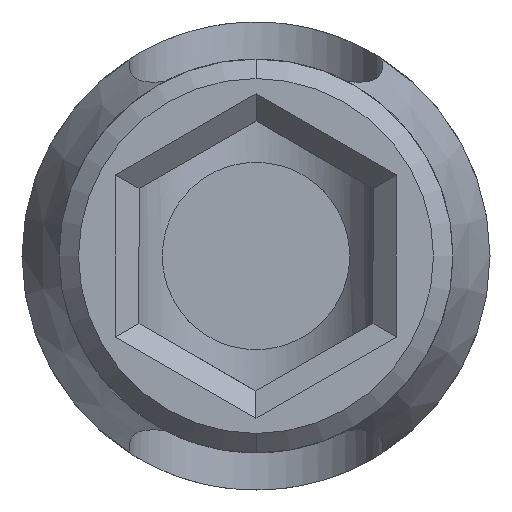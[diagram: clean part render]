
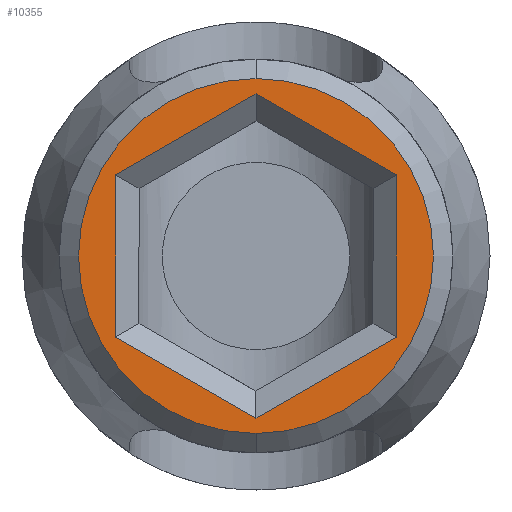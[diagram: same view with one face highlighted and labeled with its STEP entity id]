
A CAD part, front view. The second image highlights one B-rep face of the part: STEP entity #10355.
In plain terms, the highlighted planar face has unit normal (0, -1, 0).
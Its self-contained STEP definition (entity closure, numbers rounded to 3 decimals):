
#49 = DIRECTION ( 'NONE',  ( -0.866, 0., -0.5 ) ) ;
#471 = ORIENTED_EDGE ( 'NONE', *, *, #3945, .T. ) ;
#521 = DIRECTION ( 'NONE',  ( 0., 1., 0. ) ) ;
#558 = DIRECTION ( 'NONE',  ( 0., 0., 1. ) ) ;
#1124 = VERTEX_POINT ( 'NONE', #2138 ) ;
#1149 = CARTESIAN_POINT ( 'NONE',  ( -3.6, -31.2, 2.078 ) ) ;
#1535 = FACE_OUTER_BOUND ( 'NONE', #4410, .T. ) ;
#1616 = ORIENTED_EDGE ( 'NONE', *, *, #11363, .T. ) ;
#2138 = CARTESIAN_POINT ( 'NONE',  ( 3.6, -31.2, 2.078 ) ) ;
#2158 = CARTESIAN_POINT ( 'NONE',  ( 0., -31.2, 4.157 ) ) ;
#2216 = VECTOR ( 'NONE', #49, 1000. ) ;
#2456 = LINE ( 'NONE', #8384, #4844 ) ;
#2721 = VECTOR ( 'NONE', #4137, 1000. ) ;
#2733 = EDGE_CURVE ( 'NONE', #8532, #9989, #4220, .T. ) ;
#2821 = CIRCLE ( 'NONE', #3656, 4.55 ) ;
#2973 = ORIENTED_EDGE ( 'NONE', *, *, #4177, .T. ) ;
#3061 = DIRECTION ( 'NONE',  ( 0.866, 0., -0.5 ) ) ;
#3446 = VERTEX_POINT ( 'NONE', #11535 ) ;
#3656 = AXIS2_PLACEMENT_3D ( 'NONE', #11340, #6002, #558 ) ;
#3760 = DIRECTION ( 'NONE',  ( 0., 0., 1. ) ) ;
#3887 = DIRECTION ( 'NONE',  ( 0.866, 0., 0.5 ) ) ;
#3941 = FACE_BOUND ( 'NONE', #8507, .T. ) ;
#3945 = EDGE_CURVE ( 'NONE', #9851, #8532, #2456, .T. ) ;
#4127 = CARTESIAN_POINT ( 'NONE',  ( -3.6, -31.2, 1.732 ) ) ;
#4137 = DIRECTION ( 'NONE',  ( 0., 0., -1. ) ) ;
#4177 = EDGE_CURVE ( 'NONE', #1124, #3446, #9837, .T. ) ;
#4220 = LINE ( 'NONE', #4127, #9917 ) ;
#4222 = CARTESIAN_POINT ( 'NONE',  ( 3.6, -31.2, -1.732 ) ) ;
#4410 = EDGE_LOOP ( 'NONE', ( #5839, #5203 ) ) ;
#4475 = VECTOR ( 'NONE', #3887, 1000. ) ;
#4756 = LINE ( 'NONE', #1149, #4475 ) ;
#4844 = VECTOR ( 'NONE', #8396, 1000. ) ;
#4864 = EDGE_CURVE ( 'NONE', #6254, #5856, #2821, .T. ) ;
#5147 = DIRECTION ( 'NONE',  ( 0., 1., 0. ) ) ;
#5203 = ORIENTED_EDGE ( 'NONE', *, *, #11571, .F. ) ;
#5591 = CARTESIAN_POINT ( 'NONE',  ( 0., -31.2, -4.55 ) ) ;
#5768 = VECTOR ( 'NONE', #3061, 1000. ) ;
#5839 = ORIENTED_EDGE ( 'NONE', *, *, #4864, .F. ) ;
#5856 = VERTEX_POINT ( 'NONE', #5591 ) ;
#5950 = AXIS2_PLACEMENT_3D ( 'NONE', #5961, #521, #6871 ) ;
#5961 = CARTESIAN_POINT ( 'NONE',  ( -5.05, -31.2, 0. ) ) ;
#6002 = DIRECTION ( 'NONE',  ( 0., 1., 0. ) ) ;
#6141 = CARTESIAN_POINT ( 'NONE',  ( -3.6, -31.2, -2.078 ) ) ;
#6254 = VERTEX_POINT ( 'NONE', #8290 ) ;
#6378 = CARTESIAN_POINT ( 'NONE',  ( 3.6, -31.2, -2.078 ) ) ;
#6725 = LINE ( 'NONE', #6378, #2216 ) ;
#6824 = PLANE ( 'NONE',  #5950 ) ;
#6871 = DIRECTION ( 'NONE',  ( 0., 0., 1. ) ) ;
#7180 = EDGE_CURVE ( 'NONE', #7984, #1124, #8137, .T. ) ;
#7461 = ORIENTED_EDGE ( 'NONE', *, *, #7583, .T. ) ;
#7583 = EDGE_CURVE ( 'NONE', #3446, #9851, #6725, .T. ) ;
#7816 = CARTESIAN_POINT ( 'NONE',  ( 0., -31.2, -4.157 ) ) ;
#7984 = VERTEX_POINT ( 'NONE', #9394 ) ;
#8137 = LINE ( 'NONE', #2158, #5768 ) ;
#8265 = CARTESIAN_POINT ( 'NONE',  ( -3.6, -31.2, 2.078 ) ) ;
#8290 = CARTESIAN_POINT ( 'NONE',  ( 0., -31.2, 4.55 ) ) ;
#8355 = AXIS2_PLACEMENT_3D ( 'NONE', #10474, #5147, #11386 ) ;
#8384 = CARTESIAN_POINT ( 'NONE',  ( 0., -31.2, -4.157 ) ) ;
#8396 = DIRECTION ( 'NONE',  ( -0.866, 0., 0.5 ) ) ;
#8403 = CIRCLE ( 'NONE', #8355, 4.55 ) ;
#8507 = EDGE_LOOP ( 'NONE', ( #7461, #471, #10706, #1616, #10847, #2973 ) ) ;
#8532 = VERTEX_POINT ( 'NONE', #6141 ) ;
#9394 = CARTESIAN_POINT ( 'NONE',  ( 0., -31.2, 4.157 ) ) ;
#9837 = LINE ( 'NONE', #4222, #2721 ) ;
#9851 = VERTEX_POINT ( 'NONE', #7816 ) ;
#9917 = VECTOR ( 'NONE', #3760, 1000. ) ;
#9989 = VERTEX_POINT ( 'NONE', #8265 ) ;
#10355 = ADVANCED_FACE ( 'NONE', ( #3941, #1535 ), #6824, .F. ) ;
#10474 = CARTESIAN_POINT ( 'NONE',  ( 0., -31.2, 0. ) ) ;
#10706 = ORIENTED_EDGE ( 'NONE', *, *, #2733, .T. ) ;
#10847 = ORIENTED_EDGE ( 'NONE', *, *, #7180, .T. ) ;
#11340 = CARTESIAN_POINT ( 'NONE',  ( 0., -31.2, 0. ) ) ;
#11363 = EDGE_CURVE ( 'NONE', #9989, #7984, #4756, .T. ) ;
#11386 = DIRECTION ( 'NONE',  ( 0., 0., 1. ) ) ;
#11535 = CARTESIAN_POINT ( 'NONE',  ( 3.6, -31.2, -2.078 ) ) ;
#11571 = EDGE_CURVE ( 'NONE', #5856, #6254, #8403, .T. ) ;
